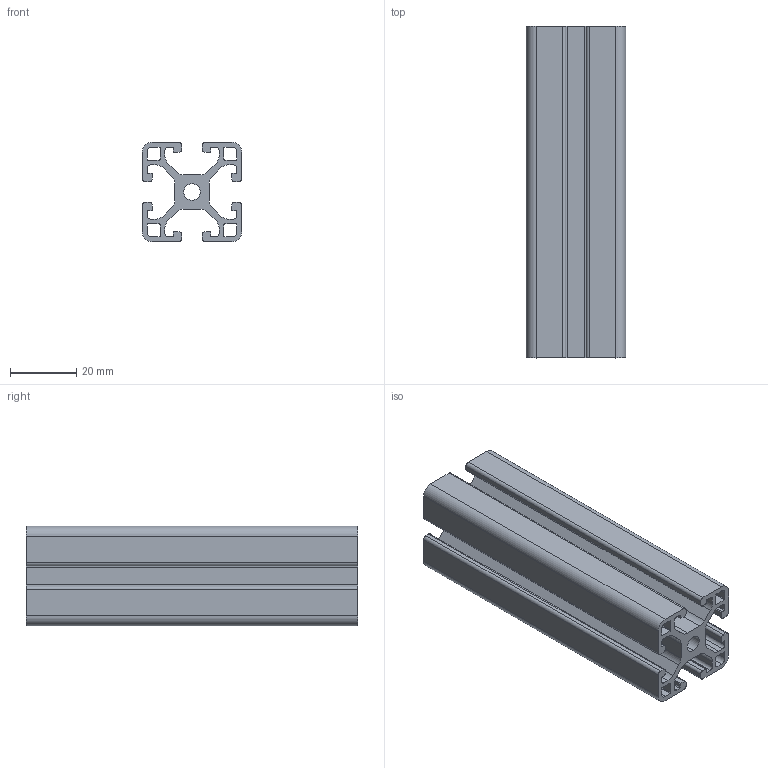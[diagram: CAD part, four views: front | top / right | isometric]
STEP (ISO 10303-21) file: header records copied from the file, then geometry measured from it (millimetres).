
FILE_DESCRIPTION(('FreeCAD Model'),'2;1');
FILE_NAME('Open CASCADE Shape Model','2024-03-18T17:21:24',(''),(''), 'Open CASCADE STEP processor 7.6','FreeCAD','Unknown');
FILE_SCHEMA(('AUTOMOTIVE_DESIGN { 1 0 10303 214 1 1 1 1 }'));
Length unit declared in the file: millimetre
Products named in the file (1): STI6-3030
Bounding box: 30 x 100 x 30 mm (x, y, z)
Volume: 34482.2 mm3; surface area: 34464.3 mm2
Topology: 1 solids, 1 shells, 156 faces, 463 edges, 309 vertices
Faces by surface type: cylinder 78, plane 78
Entity records: 11429 total; most frequent: CARTESIAN_POINT 2047, DIRECTION 1828, LINE 1075, VECTOR 1075, ORIENTED_EDGE 926, PCURVE 926, DEFINITIONAL_REPRESENTATION 926, EDGE_CURVE 463
